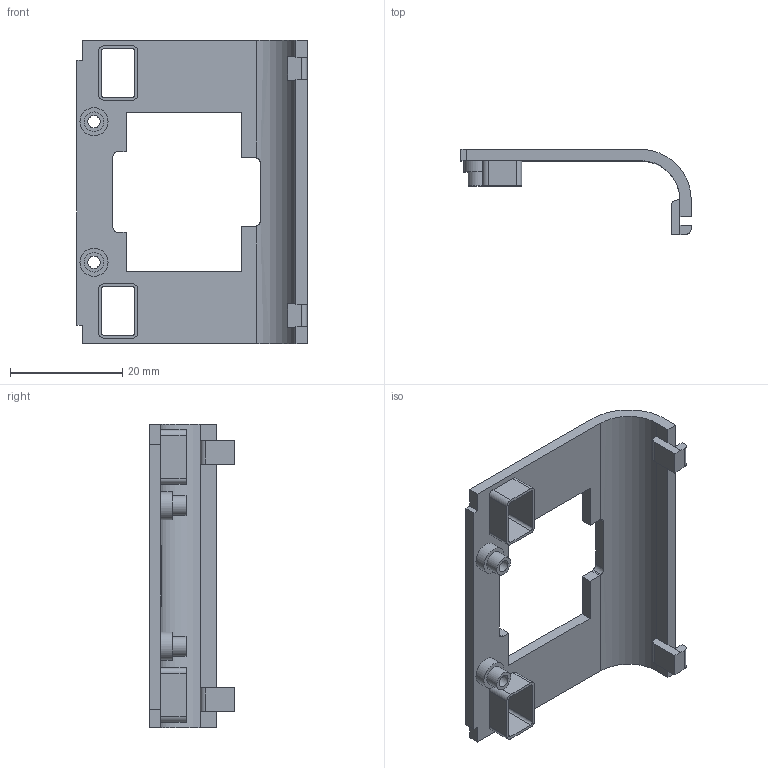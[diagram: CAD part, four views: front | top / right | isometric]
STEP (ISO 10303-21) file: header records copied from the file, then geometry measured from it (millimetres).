
FILE_DESCRIPTION(/* description */ (''),/* implementation_level */ '2;1');
FILE_NAME(/* name */ 'Edubot_RoofFront.stp',/* time_stamp */ '2019-01-06T19:36:05+09:00',/* author */ ('tlsru'),/* organization */ (''),/* preprocessor_version */ 'ST-DEVELOPER v15.6',/* originating_system */ 'Autodesk Inventor 2015',/* authorisation */ '');
FILE_SCHEMA (('AUTOMOTIVE_DESIGN { 1 0 10303 214 3 1 1 }'));
Length unit declared in the file: millimetre
Products named in the file (1): Edubot_RoofFront
Bounding box: 41 x 15.08 x 54 mm (x, y, z)
Volume: 3883.6 mm3; surface area: 5220 mm2
Topology: 1 solids, 1 shells, 106 faces, 282 edges, 184 vertices
Faces by surface type: plane 70, cylinder 34, bspline 2
Full cylindrical faces by diameter (mm): 2.2 x2, 3.5 x4, 5 x2
Entity records: 3342 total; most frequent: CARTESIAN_POINT 639, ORIENTED_EDGE 548, DIRECTION 548, EDGE_CURVE 274, LINE 202, VECTOR 202, VERTEX_POINT 184, AXIS2_PLACEMENT_3D 173
